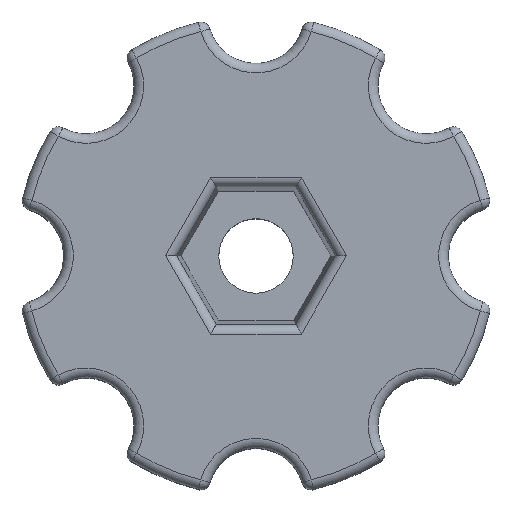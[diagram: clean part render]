
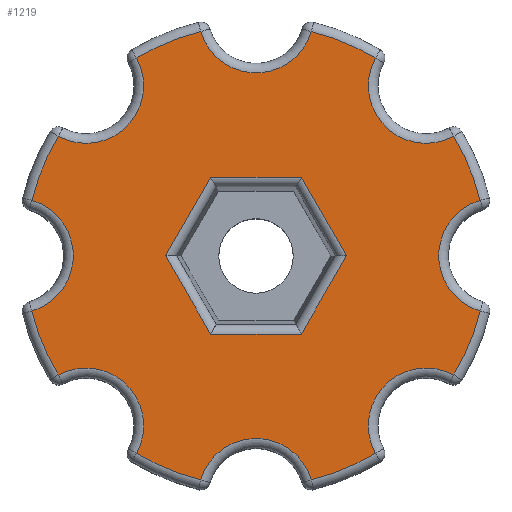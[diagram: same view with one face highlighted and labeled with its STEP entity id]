
A CAD part, top view. The second image highlights one B-rep face of the part: STEP entity #1219.
In plain terms, the highlighted planar face has unit normal (0, 0, 1).
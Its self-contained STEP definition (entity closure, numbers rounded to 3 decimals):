
#47=FACE_BOUND('',#275,.T.);
#50=CIRCLE('',#1326,2.4);
#51=CIRCLE('',#1327,9.6);
#52=CIRCLE('',#1328,2.4);
#53=CIRCLE('',#1329,9.6);
#54=CIRCLE('',#1330,2.4);
#55=CIRCLE('',#1331,9.6);
#56=CIRCLE('',#1332,2.4);
#57=CIRCLE('',#1333,9.6);
#58=CIRCLE('',#1334,2.4);
#59=CIRCLE('',#1335,9.6);
#60=CIRCLE('',#1336,2.4);
#61=CIRCLE('',#1337,9.6);
#62=CIRCLE('',#1338,2.4);
#63=CIRCLE('',#1339,9.6);
#64=CIRCLE('',#1340,2.4);
#65=CIRCLE('',#1341,9.6);
#167=PLANE('',#1325);
#188=FACE_OUTER_BOUND('',#274,.T.);
#274=EDGE_LOOP('',(#829,#830,#831,#832,#833,#834,#835,#836,#837,#838,#839,
#840,#841,#842,#843,#844));
#275=EDGE_LOOP('',(#845,#846,#847,#848,#849,#850));
#361=LINE('',#2007,#430);
#362=LINE('',#2011,#431);
#364=LINE('',#2017,#433);
#367=LINE('',#2025,#436);
#369=LINE('',#2031,#438);
#371=LINE('',#2035,#440);
#430=VECTOR('',#1523,10.);
#431=VECTOR('',#1528,10.);
#433=VECTOR('',#1534,10.);
#436=VECTOR('',#1541,10.);
#438=VECTOR('',#1547,10.);
#440=VECTOR('',#1553,10.);
#500=VERTEX_POINT('',#2004);
#501=VERTEX_POINT('',#2006);
#502=VERTEX_POINT('',#2010);
#504=VERTEX_POINT('',#2016);
#507=VERTEX_POINT('',#2024);
#509=VERTEX_POINT('',#2030);
#514=VERTEX_POINT('',#2051);
#515=VERTEX_POINT('',#2052);
#516=VERTEX_POINT('',#2054);
#517=VERTEX_POINT('',#2056);
#518=VERTEX_POINT('',#2058);
#519=VERTEX_POINT('',#2060);
#520=VERTEX_POINT('',#2062);
#521=VERTEX_POINT('',#2064);
#522=VERTEX_POINT('',#2066);
#523=VERTEX_POINT('',#2068);
#524=VERTEX_POINT('',#2070);
#525=VERTEX_POINT('',#2072);
#526=VERTEX_POINT('',#2074);
#527=VERTEX_POINT('',#2076);
#528=VERTEX_POINT('',#2078);
#529=VERTEX_POINT('',#2080);
#606=EDGE_CURVE('',#500,#501,#361,.T.);
#608=EDGE_CURVE('',#501,#502,#362,.T.);
#611=EDGE_CURVE('',#502,#504,#364,.T.);
#615=EDGE_CURVE('',#504,#507,#367,.T.);
#618=EDGE_CURVE('',#507,#509,#369,.T.);
#621=EDGE_CURVE('',#509,#500,#371,.T.);
#629=EDGE_CURVE('',#514,#515,#50,.T.);
#630=EDGE_CURVE('',#516,#514,#51,.T.);
#631=EDGE_CURVE('',#517,#516,#52,.T.);
#632=EDGE_CURVE('',#518,#517,#53,.T.);
#633=EDGE_CURVE('',#519,#518,#54,.T.);
#634=EDGE_CURVE('',#520,#519,#55,.T.);
#635=EDGE_CURVE('',#521,#520,#56,.T.);
#636=EDGE_CURVE('',#522,#521,#57,.T.);
#637=EDGE_CURVE('',#523,#522,#58,.T.);
#638=EDGE_CURVE('',#524,#523,#59,.T.);
#639=EDGE_CURVE('',#525,#524,#60,.T.);
#640=EDGE_CURVE('',#526,#525,#61,.T.);
#641=EDGE_CURVE('',#527,#526,#62,.T.);
#642=EDGE_CURVE('',#528,#527,#63,.T.);
#643=EDGE_CURVE('',#529,#528,#64,.T.);
#644=EDGE_CURVE('',#515,#529,#65,.T.);
#829=ORIENTED_EDGE('',*,*,#629,.F.);
#830=ORIENTED_EDGE('',*,*,#630,.F.);
#831=ORIENTED_EDGE('',*,*,#631,.F.);
#832=ORIENTED_EDGE('',*,*,#632,.F.);
#833=ORIENTED_EDGE('',*,*,#633,.F.);
#834=ORIENTED_EDGE('',*,*,#634,.F.);
#835=ORIENTED_EDGE('',*,*,#635,.F.);
#836=ORIENTED_EDGE('',*,*,#636,.F.);
#837=ORIENTED_EDGE('',*,*,#637,.F.);
#838=ORIENTED_EDGE('',*,*,#638,.F.);
#839=ORIENTED_EDGE('',*,*,#639,.F.);
#840=ORIENTED_EDGE('',*,*,#640,.F.);
#841=ORIENTED_EDGE('',*,*,#641,.F.);
#842=ORIENTED_EDGE('',*,*,#642,.F.);
#843=ORIENTED_EDGE('',*,*,#643,.F.);
#844=ORIENTED_EDGE('',*,*,#644,.F.);
#845=ORIENTED_EDGE('',*,*,#606,.F.);
#846=ORIENTED_EDGE('',*,*,#621,.F.);
#847=ORIENTED_EDGE('',*,*,#618,.F.);
#848=ORIENTED_EDGE('',*,*,#615,.F.);
#849=ORIENTED_EDGE('',*,*,#611,.F.);
#850=ORIENTED_EDGE('',*,*,#608,.F.);
#1219=ADVANCED_FACE('',(#188,#47),#167,.T.);
#1325=AXIS2_PLACEMENT_3D('',#2050,#1567,#1568);
#1326=AXIS2_PLACEMENT_3D('',#2053,#1569,#1570);
#1327=AXIS2_PLACEMENT_3D('',#2055,#1571,#1572);
#1328=AXIS2_PLACEMENT_3D('',#2057,#1573,#1574);
#1329=AXIS2_PLACEMENT_3D('',#2059,#1575,#1576);
#1330=AXIS2_PLACEMENT_3D('',#2061,#1577,#1578);
#1331=AXIS2_PLACEMENT_3D('',#2063,#1579,#1580);
#1332=AXIS2_PLACEMENT_3D('',#2065,#1581,#1582);
#1333=AXIS2_PLACEMENT_3D('',#2067,#1583,#1584);
#1334=AXIS2_PLACEMENT_3D('',#2069,#1585,#1586);
#1335=AXIS2_PLACEMENT_3D('',#2071,#1587,#1588);
#1336=AXIS2_PLACEMENT_3D('',#2073,#1589,#1590);
#1337=AXIS2_PLACEMENT_3D('',#2075,#1591,#1592);
#1338=AXIS2_PLACEMENT_3D('',#2077,#1593,#1594);
#1339=AXIS2_PLACEMENT_3D('',#2079,#1595,#1596);
#1340=AXIS2_PLACEMENT_3D('',#2081,#1597,#1598);
#1341=AXIS2_PLACEMENT_3D('',#2082,#1599,#1600);
#1523=DIRECTION('',(0.5,-0.866,0.));
#1528=DIRECTION('',(1.,0.,0.));
#1534=DIRECTION('',(0.5,0.866,0.));
#1541=DIRECTION('',(-0.5,0.866,0.));
#1547=DIRECTION('',(-1.,0.,0.));
#1553=DIRECTION('',(-0.5,-0.866,0.));
#1567=DIRECTION('center_axis',(0.,0.,1.));
#1568=DIRECTION('ref_axis',(1.,0.,0.));
#1569=DIRECTION('center_axis',(0.,0.,1.));
#1570=DIRECTION('ref_axis',(0.707,0.707,0.));
#1571=DIRECTION('center_axis',(0.,0.,-1.));
#1572=DIRECTION('ref_axis',(0.,1.,0.));
#1573=DIRECTION('center_axis',(0.,0.,1.));
#1574=DIRECTION('ref_axis',(0.,1.,0.));
#1575=DIRECTION('center_axis',(0.,0.,-1.));
#1576=DIRECTION('ref_axis',(0.,1.,0.));
#1577=DIRECTION('center_axis',(0.,0.,1.));
#1578=DIRECTION('ref_axis',(-0.707,0.707,0.));
#1579=DIRECTION('center_axis',(0.,0.,-1.));
#1580=DIRECTION('ref_axis',(0.,1.,0.));
#1581=DIRECTION('center_axis',(0.,0.,1.));
#1582=DIRECTION('ref_axis',(-1.,0.,0.));
#1583=DIRECTION('center_axis',(0.,0.,-1.));
#1584=DIRECTION('ref_axis',(0.,1.,0.));
#1585=DIRECTION('center_axis',(0.,0.,1.));
#1586=DIRECTION('ref_axis',(-0.707,-0.707,0.));
#1587=DIRECTION('center_axis',(0.,0.,-1.));
#1588=DIRECTION('ref_axis',(0.,1.,0.));
#1589=DIRECTION('center_axis',(0.,0.,1.));
#1590=DIRECTION('ref_axis',(0.,-1.,0.));
#1591=DIRECTION('center_axis',(0.,0.,-1.));
#1592=DIRECTION('ref_axis',(0.,1.,0.));
#1593=DIRECTION('center_axis',(0.,0.,1.));
#1594=DIRECTION('ref_axis',(0.707,-0.707,0.));
#1595=DIRECTION('center_axis',(0.,0.,-1.));
#1596=DIRECTION('ref_axis',(0.,1.,0.));
#1597=DIRECTION('center_axis',(0.,0.,1.));
#1598=DIRECTION('ref_axis',(1.,0.,0.));
#1599=DIRECTION('center_axis',(0.,0.,-1.));
#1600=DIRECTION('ref_axis',(0.,1.,0.));
#2004=CARTESIAN_POINT('',(-3.767,0.,14.));
#2006=CARTESIAN_POINT('',(-1.883,-3.262,14.));
#2007=CARTESIAN_POINT('',(-2.63,-1.968,14.));
#2010=CARTESIAN_POINT('',(1.883,-3.262,14.));
#2011=CARTESIAN_POINT('',(0.39,-3.262,14.));
#2016=CARTESIAN_POINT('',(3.767,0.,14.));
#2017=CARTESIAN_POINT('',(3.02,-1.293,14.));
#2024=CARTESIAN_POINT('',(1.883,3.262,14.));
#2025=CARTESIAN_POINT('',(2.63,1.968,14.));
#2030=CARTESIAN_POINT('',(-1.883,3.262,14.));
#2031=CARTESIAN_POINT('',(-0.39,3.262,14.));
#2035=CARTESIAN_POINT('',(-3.02,1.293,14.));
#2050=CARTESIAN_POINT('Origin',(0.,0.,14.));
#2051=CARTESIAN_POINT('',(-4.963,-8.218,14.));
#2052=CARTESIAN_POINT('',(-8.218,-4.963,14.));
#2053=CARTESIAN_POINT('Origin',(-7.071,-7.071,14.));
#2054=CARTESIAN_POINT('',(-2.302,-9.32,14.));
#2055=CARTESIAN_POINT('Origin',(0.,0.,14.));
#2056=CARTESIAN_POINT('',(2.302,-9.32,14.));
#2057=CARTESIAN_POINT('Origin',(0.,-10.,
14.));
#2058=CARTESIAN_POINT('',(4.963,-8.218,14.));
#2059=CARTESIAN_POINT('Origin',(0.,0.,14.));
#2060=CARTESIAN_POINT('',(8.218,-4.963,14.));
#2061=CARTESIAN_POINT('Origin',(7.071,-7.071,14.));
#2062=CARTESIAN_POINT('',(9.32,-2.302,14.));
#2063=CARTESIAN_POINT('Origin',(0.,0.,14.));
#2064=CARTESIAN_POINT('',(9.32,2.302,14.));
#2065=CARTESIAN_POINT('Origin',(10.,0.,
14.));
#2066=CARTESIAN_POINT('',(8.218,4.963,14.));
#2067=CARTESIAN_POINT('Origin',(0.,0.,14.));
#2068=CARTESIAN_POINT('',(4.963,8.218,14.));
#2069=CARTESIAN_POINT('Origin',(7.071,7.071,14.));
#2070=CARTESIAN_POINT('',(2.302,9.32,14.));
#2071=CARTESIAN_POINT('Origin',(0.,0.,14.));
#2072=CARTESIAN_POINT('',(-2.302,9.32,14.));
#2073=CARTESIAN_POINT('Origin',(0.,10.,14.));
#2074=CARTESIAN_POINT('',(-4.963,8.218,14.));
#2075=CARTESIAN_POINT('Origin',(0.,0.,14.));
#2076=CARTESIAN_POINT('',(-8.218,4.963,14.));
#2077=CARTESIAN_POINT('Origin',(-7.071,7.071,14.));
#2078=CARTESIAN_POINT('',(-9.32,2.302,14.));
#2079=CARTESIAN_POINT('Origin',(0.,0.,14.));
#2080=CARTESIAN_POINT('',(-9.32,-2.302,14.));
#2081=CARTESIAN_POINT('Origin',(-10.,0.,
14.));
#2082=CARTESIAN_POINT('Origin',(0.,0.,14.));
